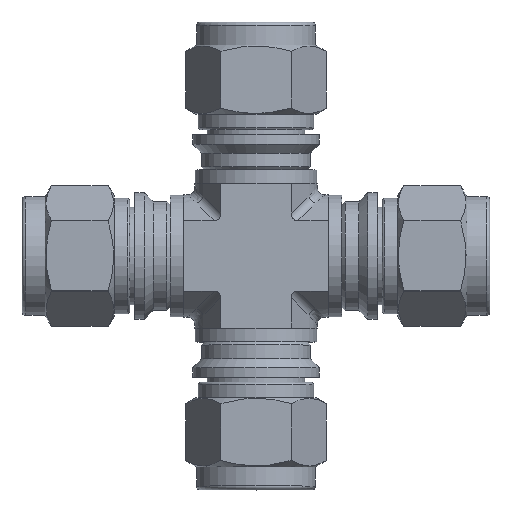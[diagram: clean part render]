
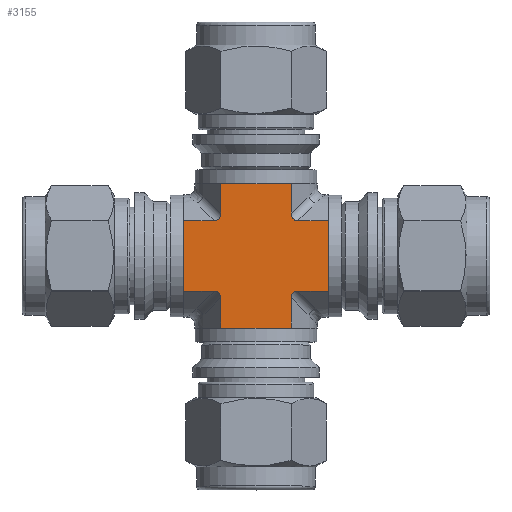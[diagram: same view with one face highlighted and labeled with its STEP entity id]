
A CAD part, top view. The second image highlights one B-rep face of the part: STEP entity #3155.
In plain terms, the highlighted planar face has unit normal (0, 0, 1).
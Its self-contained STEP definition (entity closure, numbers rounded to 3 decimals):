
#29=ELLIPSE('',#3518,1.291,1.);
#30=ELLIPSE('',#3524,1.291,1.);
#37=ELLIPSE('',#3542,1.291,1.);
#38=ELLIPSE('',#3548,1.291,1.);
#571=FACE_OUTER_BOUND('',#797,.T.);
#797=EDGE_LOOP('',(#2828,#2829,#2830,#2831,#2832,#2833,#2834,#2835,#2836,
#2837,#2838,#2839,#2840,#2841,#2842,#2843));
#936=LINE('',#5461,#1128);
#948=LINE('',#5532,#1140);
#956=LINE('',#5589,#1148);
#968=LINE('',#5660,#1160);
#970=LINE('',#5663,#1162);
#972=LINE('',#5668,#1164);
#978=LINE('',#5686,#1170);
#986=LINE('',#5701,#1178);
#991=LINE('',#5715,#1183);
#995=LINE('',#5725,#1187);
#997=LINE('',#5730,#1189);
#998=LINE('',#5732,#1190);
#1128=VECTOR('',#4385,10.);
#1140=VECTOR('',#4427,10.);
#1148=VECTOR('',#4453,10.);
#1160=VECTOR('',#4495,10.);
#1162=VECTOR('',#4499,10.);
#1164=VECTOR('',#4505,10.);
#1170=VECTOR('',#4523,10.);
#1178=VECTOR('',#4537,10.);
#1183=VECTOR('',#4550,10.);
#1187=VECTOR('',#4560,10.);
#1189=VECTOR('',#4566,10.);
#1190=VECTOR('',#4569,10.);
#1465=VERTEX_POINT('',#5451);
#1466=VERTEX_POINT('',#5453);
#1468=VERTEX_POINT('',#5459);
#1471=VERTEX_POINT('',#5471);
#1472=VERTEX_POINT('',#5472);
#1482=VERTEX_POINT('',#5531);
#1489=VERTEX_POINT('',#5579);
#1490=VERTEX_POINT('',#5581);
#1492=VERTEX_POINT('',#5587);
#1495=VERTEX_POINT('',#5599);
#1496=VERTEX_POINT('',#5600);
#1506=VERTEX_POINT('',#5659);
#1513=VERTEX_POINT('',#5685);
#1517=VERTEX_POINT('',#5699);
#1521=VERTEX_POINT('',#5712);
#1522=VERTEX_POINT('',#5714);
#1878=EDGE_CURVE('',#1465,#1466,#29,.T.);
#1882=EDGE_CURVE('',#1468,#1465,#936,.T.);
#1887=EDGE_CURVE('',#1471,#1472,#30,.T.);
#1902=EDGE_CURVE('',#1482,#1472,#948,.T.);
#1912=EDGE_CURVE('',#1489,#1490,#37,.T.);
#1916=EDGE_CURVE('',#1489,#1492,#956,.T.);
#1921=EDGE_CURVE('',#1495,#1496,#38,.T.);
#1936=EDGE_CURVE('',#1496,#1506,#968,.T.);
#1938=EDGE_CURVE('',#1468,#1482,#970,.T.);
#1941=EDGE_CURVE('',#1506,#1492,#972,.T.);
#1950=EDGE_CURVE('',#1513,#1466,#978,.T.);
#1958=EDGE_CURVE('',#1517,#1495,#986,.T.);
#1964=EDGE_CURVE('',#1521,#1522,#991,.T.);
#1970=EDGE_CURVE('',#1517,#1513,#995,.T.);
#1973=EDGE_CURVE('',#1471,#1522,#997,.T.);
#1974=EDGE_CURVE('',#1490,#1521,#998,.T.);
#2828=ORIENTED_EDGE('',*,*,#1964,.F.);
#2829=ORIENTED_EDGE('',*,*,#1974,.F.);
#2830=ORIENTED_EDGE('',*,*,#1912,.F.);
#2831=ORIENTED_EDGE('',*,*,#1916,.T.);
#2832=ORIENTED_EDGE('',*,*,#1941,.F.);
#2833=ORIENTED_EDGE('',*,*,#1936,.F.);
#2834=ORIENTED_EDGE('',*,*,#1921,.F.);
#2835=ORIENTED_EDGE('',*,*,#1958,.F.);
#2836=ORIENTED_EDGE('',*,*,#1970,.T.);
#2837=ORIENTED_EDGE('',*,*,#1950,.T.);
#2838=ORIENTED_EDGE('',*,*,#1878,.F.);
#2839=ORIENTED_EDGE('',*,*,#1882,.F.);
#2840=ORIENTED_EDGE('',*,*,#1938,.T.);
#2841=ORIENTED_EDGE('',*,*,#1902,.T.);
#2842=ORIENTED_EDGE('',*,*,#1887,.F.);
#2843=ORIENTED_EDGE('',*,*,#1973,.T.);
#2962=PLANE('',#3580);
#3155=ADVANCED_FACE('',(#571),#2962,.T.);
#3518=AXIS2_PLACEMENT_3D('',#5454,#4378,#4379);
#3524=AXIS2_PLACEMENT_3D('',#5473,#4397,#4398);
#3542=AXIS2_PLACEMENT_3D('',#5582,#4446,#4447);
#3548=AXIS2_PLACEMENT_3D('',#5601,#4465,#4466);
#3580=AXIS2_PLACEMENT_3D('',#5731,#4567,#4568);
#4378=DIRECTION('center_axis',(0.,0.,
1.));
#4379=DIRECTION('ref_axis',(0.707,0.707,0.));
#4385=DIRECTION('',(0.,1.,0.));
#4397=DIRECTION('center_axis',(0.,0.,
1.));
#4398=DIRECTION('ref_axis',(-0.707,0.707,0.));
#4427=DIRECTION('',(0.,1.,0.));
#4446=DIRECTION('center_axis',(0.,0.,
1.));
#4447=DIRECTION('ref_axis',(-0.707,-0.707,0.));
#4453=DIRECTION('',(0.,1.,0.));
#4465=DIRECTION('center_axis',(0.,0.,
1.));
#4466=DIRECTION('ref_axis',(0.707,-0.707,0.));
#4495=DIRECTION('',(0.,1.,0.));
#4499=DIRECTION('',(1.,0.,0.));
#4505=DIRECTION('',(1.,0.,0.));
#4523=DIRECTION('',(1.,0.,0.));
#4537=DIRECTION('',(1.,0.,0.));
#4550=DIRECTION('',(0.,-1.,0.));
#4560=DIRECTION('',(0.,-1.,0.));
#4566=DIRECTION('',(1.,0.,0.));
#4567=DIRECTION('center_axis',(0.,0.,
1.));
#4568=DIRECTION('ref_axis',(0.,-1.,0.));
#4569=DIRECTION('',(1.,0.,0.));
#5451=CARTESIAN_POINT('',(-4.59,-5.456,7.95));
#5453=CARTESIAN_POINT('',(-5.456,-4.59,7.95));
#5454=CARTESIAN_POINT('Origin',(-5.745,-5.745,7.95));
#5459=CARTESIAN_POINT('',(-4.59,-9.4,7.95));
#5461=CARTESIAN_POINT('',(-4.59,-9.4,7.95));
#5471=CARTESIAN_POINT('',(5.456,-4.59,7.95));
#5472=CARTESIAN_POINT('',(4.59,-5.456,7.95));
#5473=CARTESIAN_POINT('Origin',(5.745,-5.745,7.95));
#5531=CARTESIAN_POINT('',(4.59,-9.4,7.95));
#5532=CARTESIAN_POINT('',(4.59,-9.4,7.95));
#5579=CARTESIAN_POINT('',(4.59,5.456,7.95));
#5581=CARTESIAN_POINT('',(5.456,4.59,7.95));
#5582=CARTESIAN_POINT('Origin',(5.745,5.745,7.95));
#5587=CARTESIAN_POINT('',(4.59,9.4,7.95));
#5589=CARTESIAN_POINT('',(4.59,-9.4,7.95));
#5599=CARTESIAN_POINT('',(-5.456,4.59,7.95));
#5600=CARTESIAN_POINT('',(-4.59,5.456,7.95));
#5601=CARTESIAN_POINT('Origin',(-5.745,5.745,7.95));
#5659=CARTESIAN_POINT('',(-4.59,9.4,7.95));
#5660=CARTESIAN_POINT('',(-4.59,-9.4,7.95));
#5663=CARTESIAN_POINT('',(-4.59,-9.4,7.95));
#5668=CARTESIAN_POINT('',(-2.295,9.4,7.95));
#5685=CARTESIAN_POINT('',(-9.4,-4.59,7.95));
#5686=CARTESIAN_POINT('',(-9.4,-4.59,7.95));
#5699=CARTESIAN_POINT('',(-9.4,4.59,7.95));
#5701=CARTESIAN_POINT('',(-9.4,4.59,7.95));
#5712=CARTESIAN_POINT('',(9.4,4.59,7.95));
#5714=CARTESIAN_POINT('',(9.4,-4.59,7.95));
#5715=CARTESIAN_POINT('',(9.4,2.295,7.95));
#5725=CARTESIAN_POINT('',(-9.4,4.59,7.95));
#5730=CARTESIAN_POINT('',(-9.4,-4.59,7.95));
#5731=CARTESIAN_POINT('Origin',(-9.4,4.59,7.95));
#5732=CARTESIAN_POINT('',(-9.4,4.59,7.95));
